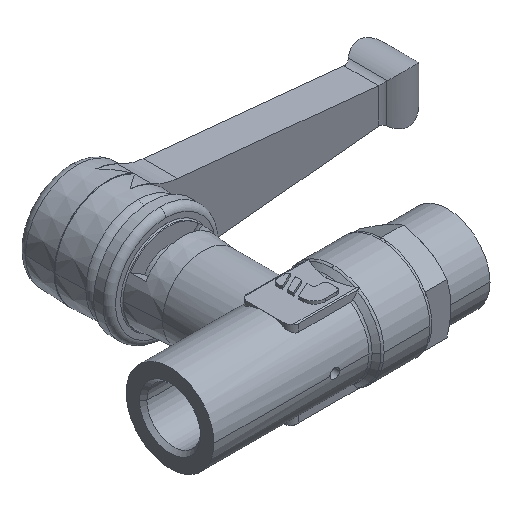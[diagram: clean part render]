
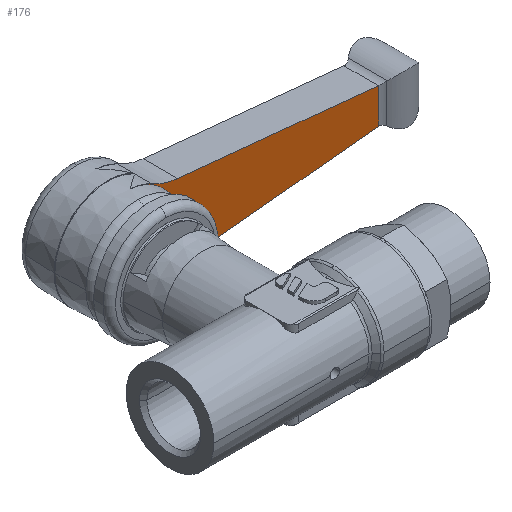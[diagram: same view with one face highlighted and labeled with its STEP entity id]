
A CAD part, isometric view. The second image highlights one B-rep face of the part: STEP entity #176.
In plain terms, the highlighted planar face has unit normal (0, -1, 0).
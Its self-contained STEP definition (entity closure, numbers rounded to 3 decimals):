
#176=ADVANCED_FACE('',(#491),#492,.T.);
#491=FACE_OUTER_BOUND('',#856,.T.);
#492=PLANE('',#857);
#856=EDGE_LOOP('',(#2024,#2025,#2026,#2027,#2028,#2029,#2030,#2031,#2032,#2033,#2034));
#857=AXIS2_PLACEMENT_3D('',#2035,#2036,#2037);
#2024=ORIENTED_EDGE('',*,*,#2765,.F.);
#2025=ORIENTED_EDGE('',*,*,#2731,.F.);
#2026=ORIENTED_EDGE('',*,*,#2760,.F.);
#2027=ORIENTED_EDGE('',*,*,#2761,.F.);
#2028=ORIENTED_EDGE('',*,*,#2744,.F.);
#2029=ORIENTED_EDGE('',*,*,#2764,.T.);
#2030=ORIENTED_EDGE('',*,*,#2751,.F.);
#2031=ORIENTED_EDGE('',*,*,#2757,.F.);
#2032=ORIENTED_EDGE('',*,*,#2758,.F.);
#2033=ORIENTED_EDGE('',*,*,#2733,.F.);
#2034=ORIENTED_EDGE('',*,*,#2468,.F.);
#2035=CARTESIAN_POINT('',(20.254,26.5,-14.0));
#2036=DIRECTION('',(0.0,-1.0,0.0));
#2037=DIRECTION('',(1.0,0.0,0.0));
#2468=EDGE_CURVE('',#2998,#3000,#3001,.T.);
#2731=EDGE_CURVE('',#3430,#3432,#3433,.T.);
#2733=EDGE_CURVE('',#3000,#3435,#3436,.T.);
#2744=EDGE_CURVE('',#3451,#3453,#3454,.T.);
#2751=EDGE_CURVE('',#3462,#3464,#3465,.T.);
#2757=EDGE_CURVE('',#3472,#3462,#3474,.T.);
#2758=EDGE_CURVE('',#3435,#3472,#3475,.T.);
#2760=EDGE_CURVE('',#3476,#3430,#3478,.T.);
#2761=EDGE_CURVE('',#3453,#3476,#3479,.T.);
#2764=EDGE_CURVE('',#3451,#3464,#3482,.T.);
#2765=EDGE_CURVE('',#3432,#2998,#3483,.T.);
#2998=VERTEX_POINT('',#3814);
#3000=VERTEX_POINT('',#3817);
#3001=CIRCLE('',#3818,8.39);
#3430=VERTEX_POINT('',#5218);
#3432=VERTEX_POINT('',#5221);
#3433=CIRCLE('',#5222,8.367);
#3435=VERTEX_POINT('',#5233);
#3436=CIRCLE('',#5234,8.367);
#3451=VERTEX_POINT('',#5352);
#3453=VERTEX_POINT('',#5365);
#3454=CIRCLE('',#5366,1.5);
#3462=VERTEX_POINT('',#5387);
#3464=VERTEX_POINT('',#5390);
#3465=CIRCLE('',#5391,1.5);
#3472=VERTEX_POINT('',#5510);
#3474=LINE('',#5513,#5514);
#3475=CIRCLE('',#5515,10.001);
#3476=VERTEX_POINT('',#5516);
#3478=CIRCLE('',#5519,10.001);
#3479=LINE('',#5520,#5521);
#3482=LINE('',#5526,#5527);
#3483=CIRCLE('',#5528,8.39);
#3814=CARTESIAN_POINT('',(8.39,26.5,0.));
#3817=CARTESIAN_POINT('',(0.863,26.5,8.345));
#3818=AXIS2_PLACEMENT_3D('',#5961,#5962,#5963);
#5218=CARTESIAN_POINT('',(4.305,26.5,-7.328));
#5221=CARTESIAN_POINT('',(0.863,26.5,-8.345));
#5222=AXIS2_PLACEMENT_3D('',#6369,#6370,#6371);
#5233=CARTESIAN_POINT('',(4.305,26.5,7.328));
#5234=AXIS2_PLACEMENT_3D('',#6372,#6373,#6374);
#5352=CARTESIAN_POINT('',(40.509,26.5,-2.808));
#5365=CARTESIAN_POINT('',(40.431,26.5,-2.813));
#5366=AXIS2_PLACEMENT_3D('',#6385,#6386,#6387);
#5387=CARTESIAN_POINT('',(40.431,26.5,2.813));
#5390=CARTESIAN_POINT('',(40.509,26.5,2.808));
#5391=AXIS2_PLACEMENT_3D('',#6397,#6398,#6399);
#5510=CARTESIAN_POINT('',(8.382,26.5,5.999));
#5513=CARTESIAN_POINT('',(23.257,26.5,4.52));
#5514=VECTOR('',#6401,1.0);
#5515=AXIS2_PLACEMENT_3D('',#6402,#6403,#6404);
#5516=CARTESIAN_POINT('',(8.382,26.5,-5.999));
#5519=AXIS2_PLACEMENT_3D('',#6406,#6407,#6408);
#5520=CARTESIAN_POINT('',(21.879,26.5,-4.657));
#5521=VECTOR('',#6409,1.0);
#5526=CARTESIAN_POINT('',(40.509,26.5,-14.0));
#5527=VECTOR('',#6412,1.0);
#5528=AXIS2_PLACEMENT_3D('',#6413,#6414,#6415);
#5961=CARTESIAN_POINT('',(0.0,26.5,0.0));
#5962=DIRECTION('',(0.0,-1.0,0.0));
#5963=DIRECTION('',(-1.0,0.0,0.0));
#6369=CARTESIAN_POINT('',(0.267,26.5,0.));
#6370=DIRECTION('',(-0.0,1.0,0.0));
#6371=DIRECTION('',(1.0,0.0,0.0));
#6372=CARTESIAN_POINT('',(0.267,26.5,0.));
#6373=DIRECTION('',(-0.0,1.0,0.0));
#6374=DIRECTION('',(1.0,0.0,0.0));
#6385=CARTESIAN_POINT('',(40.579,26.5,-4.306));
#6386=DIRECTION('',(0.0,-1.0,0.0));
#6387=DIRECTION('',(1.0,0.0,0.0));
#6397=CARTESIAN_POINT('',(40.579,26.5,4.306));
#6398=DIRECTION('',(0.0,-1.0,0.0));
#6399=DIRECTION('',(1.0,0.0,0.0));
#6401=DIRECTION('',(0.995,0.0,-0.099));
#6402=CARTESIAN_POINT('',(9.371,26.5,15.951));
#6403=DIRECTION('',(0.0,-1.0,0.0));
#6404=DIRECTION('',(1.0,0.0,0.0));
#6406=CARTESIAN_POINT('',(9.371,26.5,-15.951));
#6407=DIRECTION('',(0.0,-1.0,0.0));
#6408=DIRECTION('',(1.0,0.0,0.0));
#6409=DIRECTION('',(-0.995,-0.0,-0.099));
#6412=DIRECTION('',(0.0,0.0,1.0));
#6413=CARTESIAN_POINT('',(0.0,26.5,0.0));
#6414=DIRECTION('',(0.0,-1.0,0.0));
#6415=DIRECTION('',(-1.0,0.0,0.0));
